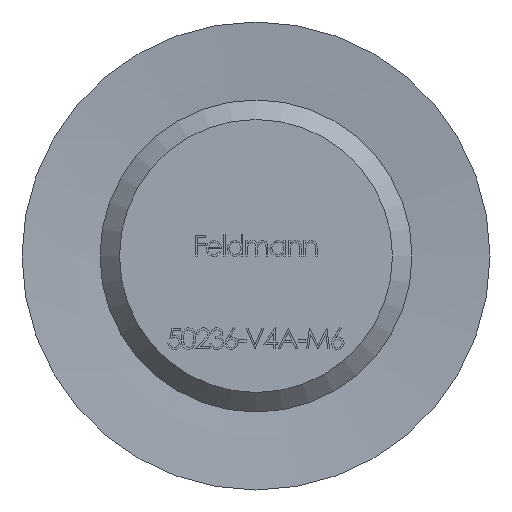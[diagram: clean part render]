
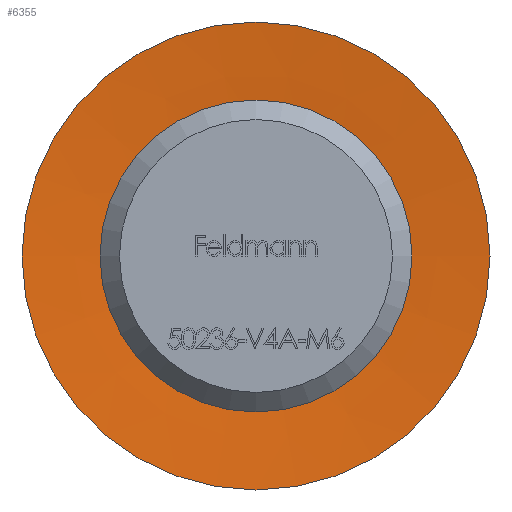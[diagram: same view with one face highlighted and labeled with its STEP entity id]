
A CAD part, front view. The second image highlights one B-rep face of the part: STEP entity #6355.
In plain terms, the highlighted conical face has half-angle 85 degrees and reference radius 3.32 mm.
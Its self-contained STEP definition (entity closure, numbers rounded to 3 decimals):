
#854 = DIRECTION ( 'NONE',  ( 1., 0., 0. ) ) ;
#1637 = DIRECTION ( 'NONE',  ( 0., -1., 0. ) ) ;
#1990 = DIRECTION ( 'NONE',  ( 0., -1., 0. ) ) ;
#2032 = AXIS2_PLACEMENT_3D ( 'NONE', #13264, #1637, #11118 ) ;
#2321 = FACE_BOUND ( 'NONE', #13096, .T. ) ;
#2652 = FACE_OUTER_BOUND ( 'NONE', #7139, .T. ) ;
#3820 = AXIS2_PLACEMENT_3D ( 'NONE', #11893, #12962, #7691 ) ;
#4904 = ORIENTED_EDGE ( 'NONE', *, *, #13488, .T. ) ;
#5220 = AXIS2_PLACEMENT_3D ( 'NONE', #10391, #1990, #854 ) ;
#6355 = ADVANCED_FACE ( 'NONE', ( #2652, #2321 ), #7445, .F. ) ;
#6760 = VERTEX_POINT ( 'NONE', #12825 ) ;
#7139 = EDGE_LOOP ( 'NONE', ( #4904 ) ) ;
#7445 = CONICAL_SURFACE ( 'NONE', #2032, 3.32, 1.484 ) ;
#7676 = ORIENTED_EDGE ( 'NONE', *, *, #10048, .F. ) ;
#7691 = DIRECTION ( 'NONE',  ( 1., 0., 0. ) ) ;
#7920 = VERTEX_POINT ( 'NONE', #8484 ) ;
#7943 = CIRCLE ( 'NONE', #3820, 3.32 ) ;
#8484 = CARTESIAN_POINT ( 'NONE',  ( 6., 0., 0. ) ) ;
#9041 = CIRCLE ( 'NONE', #5220, 6. ) ;
#10048 = EDGE_CURVE ( 'NONE', #6760, #6760, #7943, .T. ) ;
#10391 = CARTESIAN_POINT ( 'NONE',  ( 0., 0., 0. ) ) ;
#11118 = DIRECTION ( 'NONE',  ( 1., 0., 0. ) ) ;
#11893 = CARTESIAN_POINT ( 'NONE',  ( 0., 0.234, 0. ) ) ;
#12825 = CARTESIAN_POINT ( 'NONE',  ( 3.32, 0.234, 0. ) ) ;
#12962 = DIRECTION ( 'NONE',  ( 0., -1., 0. ) ) ;
#13096 = EDGE_LOOP ( 'NONE', ( #7676 ) ) ;
#13264 = CARTESIAN_POINT ( 'NONE',  ( 0., 0.234, 0. ) ) ;
#13488 = EDGE_CURVE ( 'NONE', #7920, #7920, #9041, .T. ) ;
